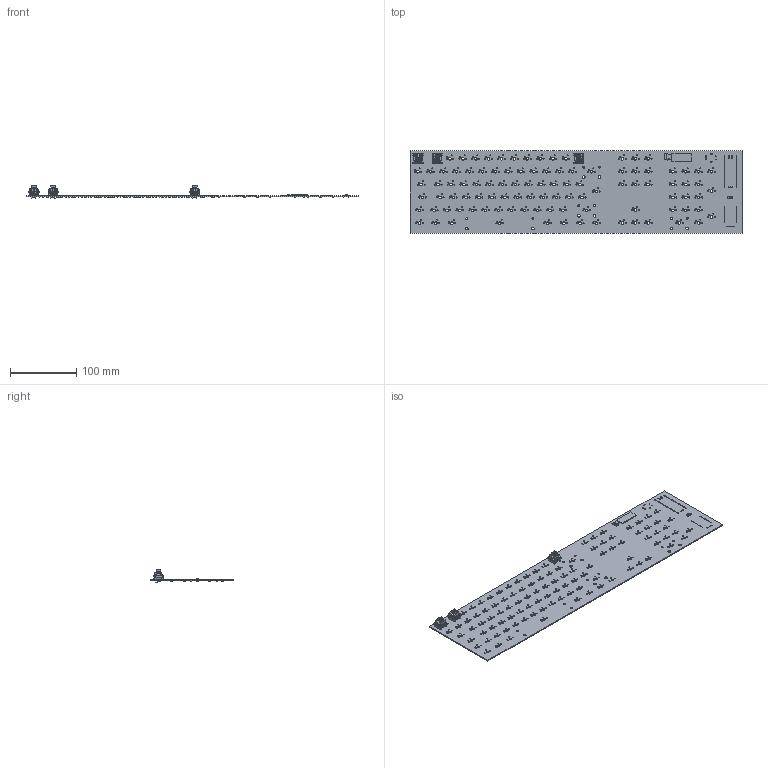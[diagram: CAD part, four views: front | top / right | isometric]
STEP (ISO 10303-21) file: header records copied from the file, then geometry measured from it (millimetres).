
FILE_DESCRIPTION(('KiCad electronic assembly'),'2;1');
FILE_NAME('KeyboardWKeys.step','2025-03-26T17:42:39',('Pcbnew'),('Kicad' ),'Open CASCADE STEP processor 7.8','KiCad to STEP converter', 'Unknown');
FILE_SCHEMA(('AUTOMOTIVE_DESIGN { 1 0 10303 214 1 1 1 1 }'));
Length unit declared in the file: millimetre
Products named in the file (9): KeyboardWKeys 1; SSD1306_OLED-0.91-128x32; REDragon-MX-ZT02; Body; Button; Pins; R_Axial_DIN0204_L3.6mm_D1.6mm_P7.62mm_Horizontal; D_0805_2012Metric; Keyboard_PCB
Assembly tree (115 placements, depth 3):
  KeyboardWKeys 1
    SSD1306_OLED-0.91-128x32
    REDragon-MX-ZT02  x3
      Body
      Button
      Pins
    R_Axial_DIN0204_L3.6mm_D1.6mm_P7.62mm_Horizontal  x2
    D_0805_2012Metric  x105
    Keyboard_PCB
Bounding box: 502.5 x 125.5 x 18.7 mm (x, y, z)
Volume: 97537.6 mm3; surface area: 135781.8 mm2
Topology: 136 solids, 136 shells, 5387 faces, 14883 edges, 9902 vertices
Faces by surface type: plane 3221, cylinder 2155, torus 8, cone 3
Full cylindrical faces by diameter (mm): 0.5 x8, 0.7 x4, 0.762 x25, 0.8 x2, 1 x15, 1.02 x43, 1.44 x2, 1.5 x212, 1.6 x4, 1.7 x210, 1.8 x2, 3.05 x8, 3.8 x3, 4 x113
Entity records: 37301 total; most frequent: DIRECTION 6236, CARTESIAN_POINT 5688, ORIENTED_EDGE 5452, EDGE_CURVE 2726, AXIS2_PLACEMENT_3D 2434, FACE_BOUND 2248, EDGE_LOOP 2248, VERTEX_POINT 1810
